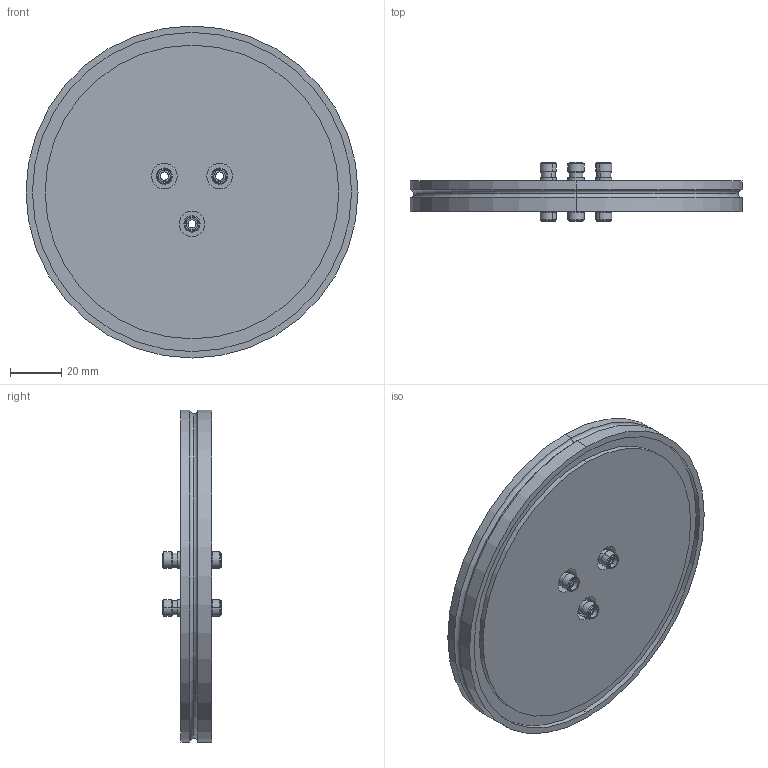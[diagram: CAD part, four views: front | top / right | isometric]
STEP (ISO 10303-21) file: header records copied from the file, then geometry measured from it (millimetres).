
FILE_DESCRIPTION (( 'STEP AP214' ), '1' );
FILE_NAME ('152-FCF-ISO100-3.STEP', '2021-03-10T10:58:25', ( '' ), ( '' ), 'SwSTEP 2.0', 'SolidWorks 2017', '' );
FILE_SCHEMA (( 'AUTOMOTIVE_DESIGN' ));
Length unit declared in the file: millimetre
Products named in the file (3): 9152-FCF; 9441-ISO100-10-3_441-ISO100-B; 152-FCF-ISO100-3
Assembly tree (4 placements, depth 2):
  152-FCF-ISO100-3
    9441-ISO100-10-3_441-ISO100-B
    9152-FCF  x3
Bounding box: 130 x 23.43 x 130 mm (x, y, z)
Volume: 147498.7 mm3; surface area: 39663.5 mm2
Topology: 4 solids, 4 shells, 187 faces, 378 edges, 242 vertices
Faces by surface type: cylinder 108, plane 51, cone 24, torus 4
Entity records: 2320 total; most frequent: DIRECTION 452, CARTESIAN_POINT 360, ORIENTED_EDGE 332, AXIS2_PLACEMENT_3D 198, EDGE_CURVE 166, CIRCLE 110, VERTEX_POINT 106, EDGE_LOOP 106
